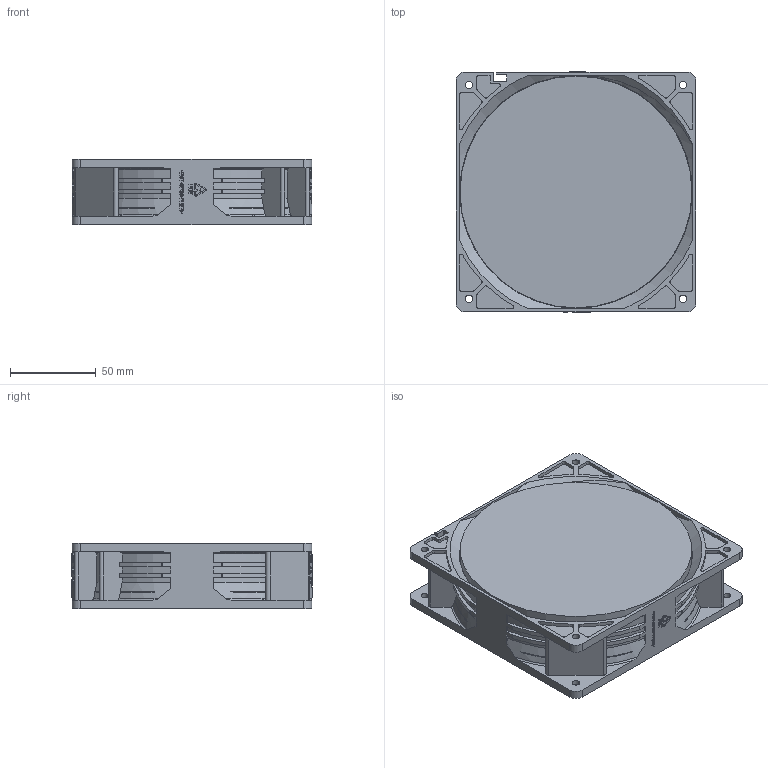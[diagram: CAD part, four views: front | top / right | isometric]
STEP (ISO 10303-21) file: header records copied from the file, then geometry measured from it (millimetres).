
FILE_DESCRIPTION((''),'2;1');
FILE_NAME('140X38-FRAME-MOCKUP-00E','2016-10-31T',('JIM.HUANG'),(''),'PRO/ENGINEER BY PARAMETRIC TECHNOLOGY CORPORATION, 2013050','PRO/ENGINEER BY PARAMETRIC TECHNOLOGY CORPORATION, 2013050','');
FILE_SCHEMA(('CONFIG_CONTROL_DESIGN'));
Length unit declared in the file: millimetre
Products named in the file (1): 140X38-FRAME-MOCKUP-00E
Bounding box: 139.7 x 139.9 x 38 mm (x, y, z)
Volume: 634056.1 mm3; surface area: 82645.8 mm2
Topology: 1 solids, 11 shells, 1106 faces, 3118 edges, 2091 vertices
Faces by surface type: plane 754, cylinder 267, cone 38, bspline 24, torus 23
Entity records: 39265 total; most frequent: CARTESIAN_POINT 10493, ORIENTED_EDGE 6236, DIRECTION 5656, EDGE_CURVE 3118, VECTOR 2204, LINE 2204, VERTEX_POINT 2091, AXIS2_PLACEMENT_3D 1726
